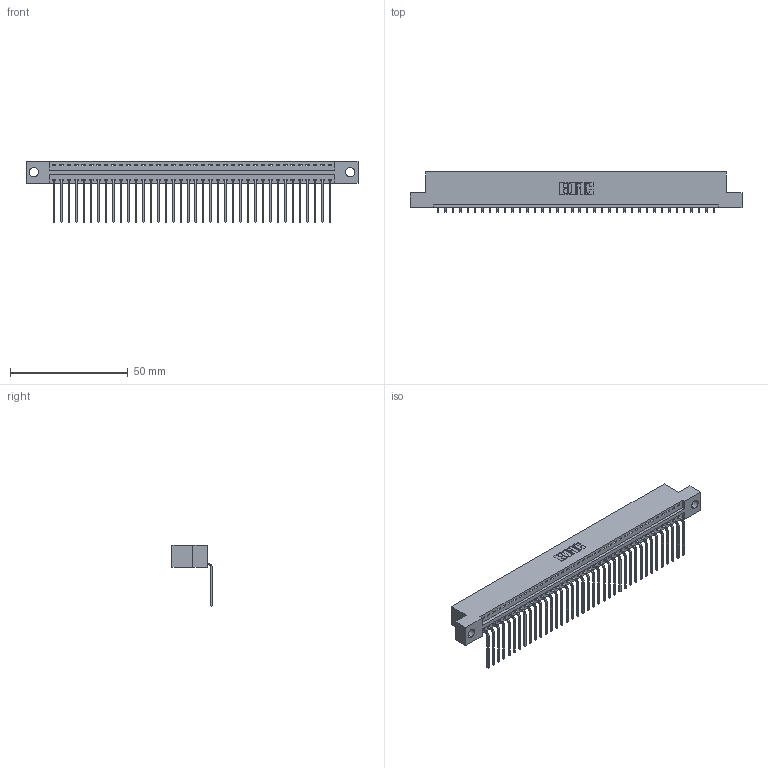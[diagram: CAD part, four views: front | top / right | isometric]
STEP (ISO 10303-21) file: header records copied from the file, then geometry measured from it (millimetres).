
FILE_DESCRIPTION (( 'STEP AP203' ), '1' );
FILE_NAME ('346-038-559-104.STEP', '2022-05-07T05:51:19', ( '' ), ( '' ), 'SwSTEP 2.0', 'SolidWorks 2020', '' );
FILE_SCHEMA (( 'CONFIG_CONTROL_DESIGN' ));
Length unit declared in the file: inch
Products named in the file (3): 346 Part_Flush Mounting Lugs - 0.156 Dia-TH; 345-292-001_558 559 Tail - 1; 346-038-559-104
Assembly tree (39 placements, depth 2):
  346-038-559-104
    346 Part_Flush Mounting Lugs - 0.156 Dia-TH
    345-292-001_558 559 Tail - 1  x38
Bounding box: 141.22 x 17.08 x 26.16 mm (x, y, z)
Volume: 13511.4 mm3; surface area: 17436.9 mm2
Topology: 39 solids, 39 shells, 2416 faces, 7281 edges, 4802 vertices
Faces by surface type: plane 1686, cylinder 730
Entity records: 24625 total; most frequent: CARTESIAN_POINT 4232, ORIENTED_EDGE 4202, DIRECTION 3737, EDGE_CURVE 2101, LINE 1817, VECTOR 1817, VERTEX_POINT 1398, AXIS2_PLACEMENT_3D 960
